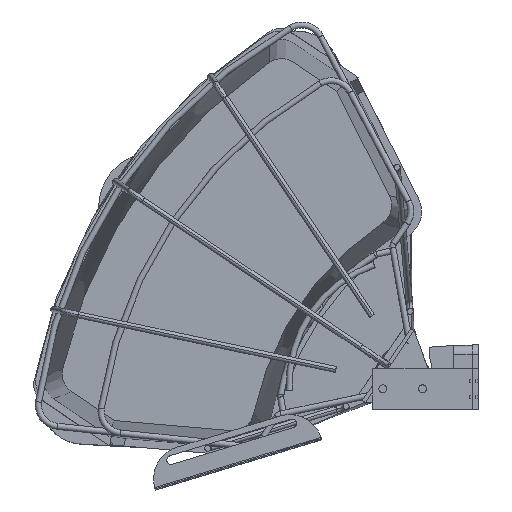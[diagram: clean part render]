
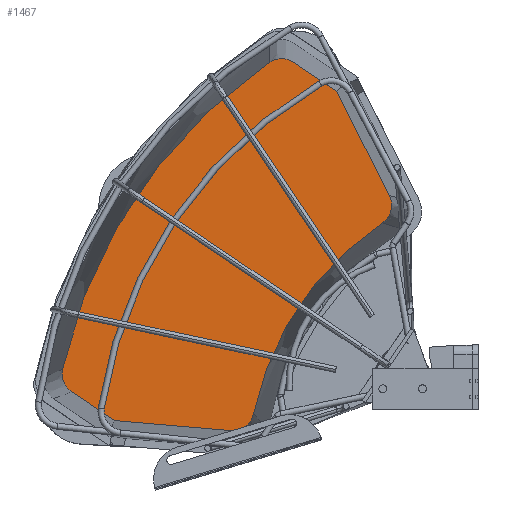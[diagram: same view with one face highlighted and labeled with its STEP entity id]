
A CAD part, front view. The second image highlights one B-rep face of the part: STEP entity #1467.
In plain terms, the highlighted planar face has unit normal (0, -1, 0).
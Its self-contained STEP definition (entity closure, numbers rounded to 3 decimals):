
#1467=ADVANCED_FACE('',(#2949),#2950,.F.);
#2949=FACE_OUTER_BOUND('',#4428,.T.);
#2950=PLANE('',#4429);
#4428=EDGE_LOOP('',(#9743,#9744,#9745,#9746,#9747,#9748,#9749,#9750,#9751,#9752));
#4429=AXIS2_PLACEMENT_3D('',#9753,#9754,#9755);
#9743=ORIENTED_EDGE('',*,*,#12161,.T.);
#9744=ORIENTED_EDGE('',*,*,#12162,.F.);
#9745=ORIENTED_EDGE('',*,*,#12163,.F.);
#9746=ORIENTED_EDGE('',*,*,#12164,.F.);
#9747=ORIENTED_EDGE('',*,*,#12165,.F.);
#9748=ORIENTED_EDGE('',*,*,#12166,.F.);
#9749=ORIENTED_EDGE('',*,*,#12167,.T.);
#9750=ORIENTED_EDGE('',*,*,#12168,.F.);
#9751=ORIENTED_EDGE('',*,*,#12169,.F.);
#9752=ORIENTED_EDGE('',*,*,#12170,.F.);
#9753=CARTESIAN_POINT('',(-160.829,24.,108.481));
#9754=DIRECTION('',(0.0,1.0,0.0));
#9755=DIRECTION('',(-0.559,0.0,-0.829));
#12161=EDGE_CURVE('',#14864,#14865,#14866,.T.);
#12162=EDGE_CURVE('',#14867,#14865,#14868,.T.);
#12163=EDGE_CURVE('',#14869,#14867,#14870,.T.);
#12164=EDGE_CURVE('',#14871,#14869,#14872,.T.);
#12165=EDGE_CURVE('',#14873,#14871,#14874,.T.);
#12166=EDGE_CURVE('',#14875,#14873,#14876,.T.);
#12167=EDGE_CURVE('',#14875,#14877,#14878,.T.);
#12168=EDGE_CURVE('',#14879,#14877,#14880,.T.);
#12169=EDGE_CURVE('',#14881,#14879,#14882,.T.);
#12170=EDGE_CURVE('',#14864,#14881,#14883,.T.);
#14864=VERTEX_POINT('',#18901);
#14865=VERTEX_POINT('',#18902);
#14866=LINE('',#18903,#18904);
#14867=VERTEX_POINT('',#18905);
#14868=LINE('',#18906,#18907);
#14869=VERTEX_POINT('',#18908);
#14870=B_SPLINE_CURVE_WITH_KNOTS('',3,(#18909,#18910,#18911,#18912,#18913,#18914,#18915,#18916,#18917,#18918,#18919,#18920,#18921,#18922,#18923,#18924,#18925),.UNSPECIFIED.,.F.,.F.,(4,1,1,1,1,1,1,1,1,1,1,1,1,1,4),(0.0,1.782,3.564,5.345,7.125,8.907,10.689,12.471,14.252,16.032,17.813,19.592,21.372,23.153,24.935),.UNSPECIFIED.);
#14871=VERTEX_POINT('',#18926);
#14872=CIRCLE('',#18927,244.972);
#14873=VERTEX_POINT('',#18928);
#14874=B_SPLINE_CURVE_WITH_KNOTS('',3,(#18929,#18930,#18931,#18932,#18933,#18934,#18935,#18936,#18937,#18938,#18939,#18940,#18941,#18942,#18943,#18944,#18945),.UNSPECIFIED.,.F.,.F.,(4,1,1,1,1,1,1,1,1,1,1,1,1,1,4),(0.0,1.782,3.564,5.345,7.125,8.907,10.689,12.471,14.252,16.032,17.813,19.592,21.372,23.153,24.935),.UNSPECIFIED.);
#14875=VERTEX_POINT('',#18946);
#14876=LINE('',#18947,#18948);
#14877=VERTEX_POINT('',#18949);
#14878=LINE('',#18950,#18951);
#14879=VERTEX_POINT('',#18952);
#14880=B_SPLINE_CURVE_WITH_KNOTS('',3,(#18953,#18954,#18955,#18956,#18957,#18958,#18959,#18960,#18961,#18962,#18963,#18964,#18965,#18966),.UNSPECIFIED.,.F.,.F.,(4,1,1,1,1,1,1,1,1,1,1,4),(0.0,1.862,3.723,5.583,7.443,9.303,11.163,13.022,14.882,16.743,18.604,20.466),.UNSPECIFIED.);
#14881=VERTEX_POINT('',#18967);
#14882=CIRCLE('',#18968,403.028);
#14883=B_SPLINE_CURVE_WITH_KNOTS('',3,(#18969,#18970,#18971,#18972,#18973,#18974,#18975,#18976,#18977,#18978,#18979,#18980,#18981,#18982),.UNSPECIFIED.,.F.,.F.,(4,1,1,1,1,1,1,1,1,1,1,4),(0.0,1.862,3.723,5.583,7.443,9.303,11.163,13.022,14.882,16.743,18.604,20.466),.UNSPECIFIED.);
#18901=CARTESIAN_POINT('',(-283.005,24.,-2.14));
#18902=CARTESIAN_POINT('',(-248.315,24.,-25.539));
#18903=CARTESIAN_POINT('',(-283.005,24.,-2.14));
#18904=VECTOR('',#22486,41.844);
#18905=CARTESIAN_POINT('',(-154.502,24.,-33.626));
#18906=CARTESIAN_POINT('',(-154.502,24.,-33.626));
#18907=VECTOR('',#22487,94.161);
#18908=CARTESIAN_POINT('',(-136.203,24.,-20.006));
#18909=CARTESIAN_POINT('',(-136.203,24.,-20.006));
#18910=CARTESIAN_POINT('',(-136.324,24.,-20.587));
#18911=CARTESIAN_POINT('',(-136.626,24.,-21.739));
#18912=CARTESIAN_POINT('',(-137.256,24.,-23.409));
#18913=CARTESIAN_POINT('',(-138.054,24.,-25.004));
#18914=CARTESIAN_POINT('',(-139.014,24.,-26.508));
#18915=CARTESIAN_POINT('',(-140.125,24.,-27.905));
#18916=CARTESIAN_POINT('',(-141.375,24.,-29.18));
#18917=CARTESIAN_POINT('',(-142.749,24.,-30.318));
#18918=CARTESIAN_POINT('',(-144.234,24.,-31.308));
#18919=CARTESIAN_POINT('',(-145.813,24.,-32.138));
#18920=CARTESIAN_POINT('',(-147.469,24.,-32.8));
#18921=CARTESIAN_POINT('',(-149.184,24.,-33.287));
#18922=CARTESIAN_POINT('',(-150.94,24.,-33.594));
#18923=CARTESIAN_POINT('',(-152.72,24.,-33.718));
#18924=CARTESIAN_POINT('',(-153.91,24.,-33.677));
#18925=CARTESIAN_POINT('',(-154.502,24.,-33.626));
#18926=CARTESIAN_POINT('',(-32.474,24.,133.779));
#18927=AXIS2_PLACEMENT_3D('',#22488,#22489,#22490);
#18928=CARTESIAN_POINT('',(-26.7,24.,155.848));
#18929=CARTESIAN_POINT('',(-26.7,24.,155.848));
#18930=CARTESIAN_POINT('',(-26.431,24.,155.319));
#18931=CARTESIAN_POINT('',(-25.948,24.,154.231));
#18932=CARTESIAN_POINT('',(-25.395,24.,152.534));
#18933=CARTESIAN_POINT('',(-25.022,24.,150.789));
#18934=CARTESIAN_POINT('',(-24.831,24.,149.015));
#18935=CARTESIAN_POINT('',(-24.825,24.,147.23));
#18936=CARTESIAN_POINT('',(-25.004,24.,145.454));
#18937=CARTESIAN_POINT('',(-25.366,24.,143.706));
#18938=CARTESIAN_POINT('',(-25.907,24.,142.006));
#18939=CARTESIAN_POINT('',(-26.62,24.,140.371));
#18940=CARTESIAN_POINT('',(-27.499,24.,138.82));
#18941=CARTESIAN_POINT('',(-28.534,24.,137.368));
#18942=CARTESIAN_POINT('',(-29.713,24.,136.03));
#18943=CARTESIAN_POINT('',(-31.025,24.,134.821));
#18944=CARTESIAN_POINT('',(-31.979,24.,134.109));
#18945=CARTESIAN_POINT('',(-32.474,24.,133.779));
#18946=CARTESIAN_POINT('',(-69.341,24.,239.801));
#18947=CARTESIAN_POINT('',(-69.341,24.,239.801));
#18948=VECTOR('',#22491,94.161);
#18949=CARTESIAN_POINT('',(-104.031,24.,263.199));
#18950=CARTESIAN_POINT('',(-69.341,24.,239.801));
#18951=VECTOR('',#22492,41.844);
#18952=CARTESIAN_POINT('',(-123.316,24.,263.153));
#18953=CARTESIAN_POINT('',(-123.316,24.,263.153));
#18954=CARTESIAN_POINT('',(-122.803,24.,263.503));
#18955=CARTESIAN_POINT('',(-121.739,24.,264.147));
#18956=CARTESIAN_POINT('',(-120.049,24.,264.934));
#18957=CARTESIAN_POINT('',(-118.284,24.,265.533));
#18958=CARTESIAN_POINT('',(-116.464,24.,265.938));
#18959=CARTESIAN_POINT('',(-114.612,24.,266.144));
#18960=CARTESIAN_POINT('',(-112.749,24.,266.148));
#18961=CARTESIAN_POINT('',(-110.896,24.,265.951));
#18962=CARTESIAN_POINT('',(-109.075,24.,265.555));
#18963=CARTESIAN_POINT('',(-107.307,24.,264.964));
#18964=CARTESIAN_POINT('',(-105.613,24.,264.185));
#18965=CARTESIAN_POINT('',(-104.546,24.,263.546));
#18966=CARTESIAN_POINT('',(-104.031,24.,263.199));
#18967=CARTESIAN_POINT('',(-290.187,24.,15.758));
#18968=AXIS2_PLACEMENT_3D('',#22493,#22494,#22495);
#18969=CARTESIAN_POINT('',(-283.005,24.,-2.14));
#18970=CARTESIAN_POINT('',(-283.519,24.,-1.793));
#18971=CARTESIAN_POINT('',(-284.511,24.,-1.043));
#18972=CARTESIAN_POINT('',(-285.868,24.,0.236));
#18973=CARTESIAN_POINT('',(-287.078,24.,1.654));
#18974=CARTESIAN_POINT('',(-288.128,24.,3.194));
#18975=CARTESIAN_POINT('',(-289.005,24.,4.838));
#18976=CARTESIAN_POINT('',(-289.699,24.,6.568));
#18977=CARTESIAN_POINT('',(-290.202,24.,8.362));
#18978=CARTESIAN_POINT('',(-290.508,24.,10.2));
#18979=CARTESIAN_POINT('',(-290.613,24.,12.062));
#18980=CARTESIAN_POINT('',(-290.517,24.,13.924));
#18981=CARTESIAN_POINT('',(-290.319,24.,15.151));
#18982=CARTESIAN_POINT('',(-290.187,24.,15.758));
#22486=DIRECTION('',(0.829,0.,-0.559));
#22487=DIRECTION('',(-0.996,0.,0.086));
#22488=CARTESIAN_POINT('',(103.634,24.,-69.902));
#22489=DIRECTION('',(0.0,-1.0,0.0));
#22490=DIRECTION('',(-0.556,0.0,0.831));
#22491=DIRECTION('',(0.453,0.,-0.892));
#22492=DIRECTION('',(-0.829,0.,0.559));
#22493=CARTESIAN_POINT('',(103.634,24.,-69.902));
#22494=DIRECTION('',(0.0,1.0,0.0));
#22495=DIRECTION('',(-0.977,0.0,0.213));
